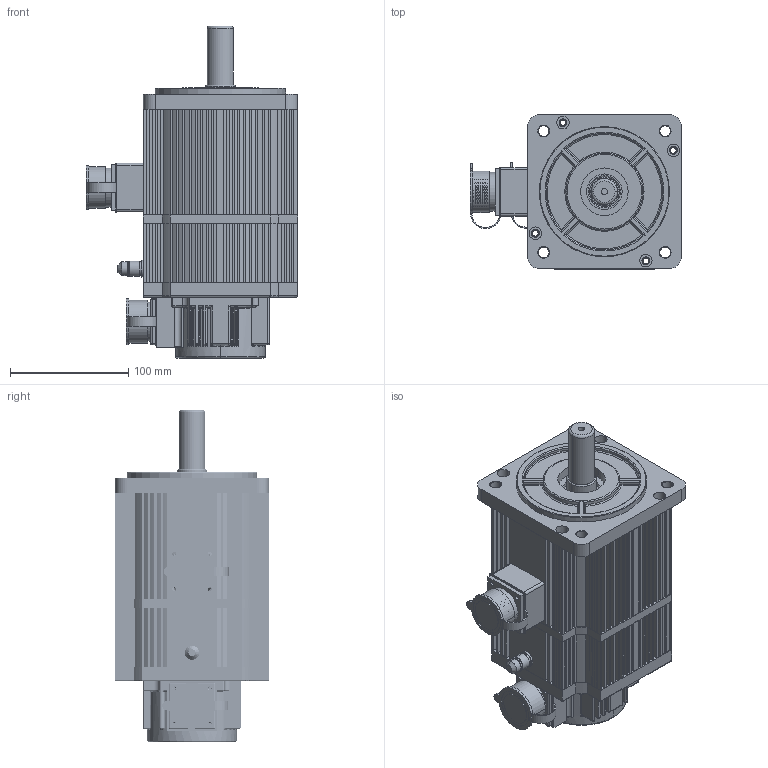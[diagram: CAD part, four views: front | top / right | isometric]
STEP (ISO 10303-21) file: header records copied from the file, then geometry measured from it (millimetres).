
FILE_DESCRIPTION (( 'STEP AP203' ), '1' );
FILE_NAME ('MT5-130A04025-U3Z.STEP', '2020-12-05T08:33:05', ( '' ), ( '' ), 'SwSTEP 2.0', 'SolidWorks 2018', '' );
FILE_SCHEMA (( 'CONFIG_CONTROL_DESIGN' ));
Length unit declared in the file: millimetre
Products named in the file (20): 綴傷裔 ; 笢潔傷裔; ヶ傷裔 (2); 儂褲; 隅赽軞傖; 惕掅儂褲; 脣釱1; 脣釱菁釱; 脣釱; 蛌赽軞傖; 晤鎢ん欶裔; 秶雄ん8N.M; 130ST-等え沺郋; 粣 - 惕掅; 130ST-线圈骨架; deep groove ball bearings gb_Rolling bearings 6305 GB 276-94; deep groove ball bearings gb_Rolling bearings 6205 GB 276-94; MT5-130A04025-U3Z; 3郋脣芛; 晤鎢ん
Assembly tree (53 placements, depth 3):
  MT5-130A04025-U3Z
    ヶ傷裔 (2)
    綴傷裔 
    儂褲
    惕掅儂褲
    笢潔傷裔
    秶雄ん8N.M
    晤鎢ん
    晤鎢ん欶裔
    隅赽軞傖
      130ST-等え沺郋  x12
      130ST-线圈骨架  x24
    脣釱菁釱
    脣釱1
    脣釱
    3郋脣芛
    蛌赽軞傖
      粣 - 惕掅
      deep groove ball bearings gb_Rolling bearings 6205 GB 276-94
      deep groove ball bearings gb_Rolling bearings 6305 GB 276-94
Bounding box: 178.45 x 130.5 x 280.4 mm (x, y, z)
Volume: 1480340.1 mm3; surface area: 688241.7 mm2
Topology: 49 solids, 56 shells, 6022 faces, 16669 edges, 10706 vertices
Faces by surface type: plane 3047, cylinder 2046, bspline 383, torus 315, sphere 188, cone 43
Entity records: 97894 total; most frequent: CARTESIAN_POINT 24148, ORIENTED_EDGE 15114, DIRECTION 14617, EDGE_CURVE 7565, AXIS2_PLACEMENT_3D 5109, VERTEX_POINT 4912, LINE 4399, VECTOR 4399
